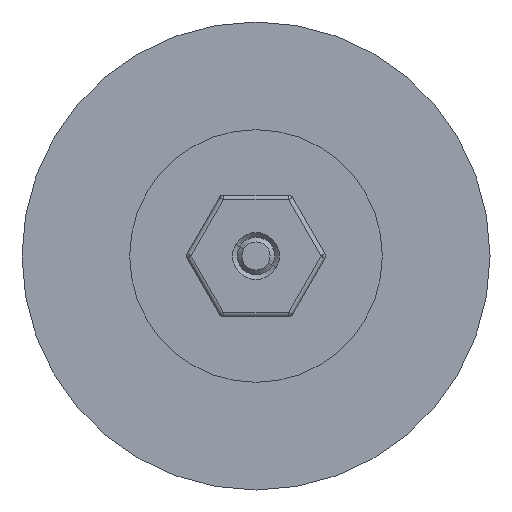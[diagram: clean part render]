
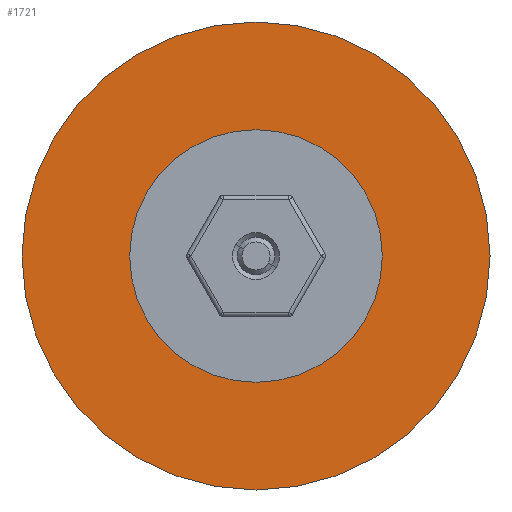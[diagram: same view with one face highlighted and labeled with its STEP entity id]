
A CAD part, front view. The second image highlights one B-rep face of the part: STEP entity #1721.
In plain terms, the highlighted planar face has unit normal (0, -1, 0).
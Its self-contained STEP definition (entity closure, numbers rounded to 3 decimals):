
#90 = EDGE_CURVE ( 'NONE', #3520, #4011, #1390, .T. ) ;
#284 = PLANE ( 'NONE',  #2011 ) ;
#323 = DIRECTION ( 'NONE',  ( 0., 0., -1. ) ) ;
#346 = CARTESIAN_POINT ( 'NONE',  ( 13.5, 0.064, 0. ) ) ;
#494 = VERTEX_POINT ( 'NONE', #1303 ) ;
#575 = EDGE_CURVE ( 'NONE', #4011, #3520, #3731, .T. ) ;
#636 = FACE_BOUND ( 'NONE', #1402, .T. ) ;
#723 = AXIS2_PLACEMENT_3D ( 'NONE', #3540, #1030, #2619 ) ;
#1023 = AXIS2_PLACEMENT_3D ( 'NONE', #2098, #3681, #1145 ) ;
#1030 = DIRECTION ( 'NONE',  ( 0., -1., 0. ) ) ;
#1145 = DIRECTION ( 'NONE',  ( 0., 0., -1. ) ) ;
#1217 = FACE_OUTER_BOUND ( 'NONE', #1937, .T. ) ;
#1234 = CARTESIAN_POINT ( 'NONE',  ( 0., 0.064, 0. ) ) ;
#1303 = CARTESIAN_POINT ( 'NONE',  ( 0., 0.064, -13.5 ) ) ;
#1390 = CIRCLE ( 'NONE', #3002, 25. ) ;
#1402 = EDGE_LOOP ( 'NONE', ( #3527, #2029 ) ) ;
#1721 = ADVANCED_FACE ( 'NONE', ( #1217, #636 ), #284, .T. ) ;
#1900 = VERTEX_POINT ( 'NONE', #2089 ) ;
#1909 = DIRECTION ( 'NONE',  ( 0., -1., 0. ) ) ;
#1917 = AXIS2_PLACEMENT_3D ( 'NONE', #1234, #2528, #3389 ) ;
#1937 = EDGE_LOOP ( 'NONE', ( #2841, #2238 ) ) ;
#2011 = AXIS2_PLACEMENT_3D ( 'NONE', #346, #1909, #323 ) ;
#2029 = ORIENTED_EDGE ( 'NONE', *, *, #3054, .F. ) ;
#2089 = CARTESIAN_POINT ( 'NONE',  ( 0., 0.064, 13.5 ) ) ;
#2098 = CARTESIAN_POINT ( 'NONE',  ( 0., 0.064, 0. ) ) ;
#2238 = ORIENTED_EDGE ( 'NONE', *, *, #90, .T. ) ;
#2260 = CIRCLE ( 'NONE', #723, 13.5 ) ;
#2336 = CARTESIAN_POINT ( 'NONE',  ( 0., 0.064, 0. ) ) ;
#2375 = DIRECTION ( 'NONE',  ( 0., -1., 0. ) ) ;
#2528 = DIRECTION ( 'NONE',  ( 0., -1., 0. ) ) ;
#2619 = DIRECTION ( 'NONE',  ( 0., 0., -1. ) ) ;
#2701 = EDGE_CURVE ( 'NONE', #494, #1900, #3559, .T. ) ;
#2841 = ORIENTED_EDGE ( 'NONE', *, *, #575, .T. ) ;
#2962 = CARTESIAN_POINT ( 'NONE',  ( 0., 0.064, 25. ) ) ;
#2995 = DIRECTION ( 'NONE',  ( 0., 0., -1. ) ) ;
#3002 = AXIS2_PLACEMENT_3D ( 'NONE', #2336, #2375, #2995 ) ;
#3054 = EDGE_CURVE ( 'NONE', #1900, #494, #2260, .T. ) ;
#3389 = DIRECTION ( 'NONE',  ( 0., 0., -1. ) ) ;
#3520 = VERTEX_POINT ( 'NONE', #2962 ) ;
#3527 = ORIENTED_EDGE ( 'NONE', *, *, #2701, .F. ) ;
#3540 = CARTESIAN_POINT ( 'NONE',  ( 0., 0.064, 0. ) ) ;
#3559 = CIRCLE ( 'NONE', #1023, 13.5 ) ;
#3681 = DIRECTION ( 'NONE',  ( 0., -1., 0. ) ) ;
#3731 = CIRCLE ( 'NONE', #1917, 25. ) ;
#4011 = VERTEX_POINT ( 'NONE', #4035 ) ;
#4035 = CARTESIAN_POINT ( 'NONE',  ( 0., 0.064, -25. ) ) ;
